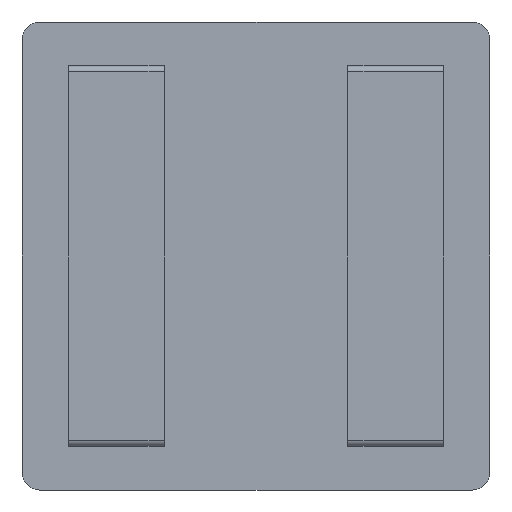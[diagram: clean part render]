
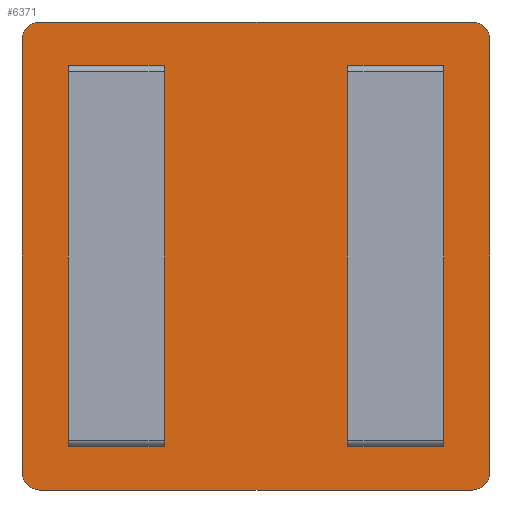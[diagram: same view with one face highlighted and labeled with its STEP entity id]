
A CAD part, front view. The second image highlights one B-rep face of the part: STEP entity #6371.
In plain terms, the highlighted planar face has unit normal (0, -1, 0).
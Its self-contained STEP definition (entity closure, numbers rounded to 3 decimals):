
#27 = CARTESIAN_POINT ( 'NONE',  ( 1.85, -1.025, 1.85 ) ) ;
#92 = VERTEX_POINT ( 'NONE', #4841 ) ;
#123 = CIRCLE ( 'NONE', #3177, 0.15 ) ;
#216 = EDGE_CURVE ( 'NONE', #823, #5462, #6374, .T. ) ;
#233 = CARTESIAN_POINT ( 'NONE',  ( 0.785, -1.025, 1.625 ) ) ;
#273 = CARTESIAN_POINT ( 'NONE',  ( 1.85, -1.025, -1.85 ) ) ;
#281 = ORIENTED_EDGE ( 'NONE', *, *, #4002, .F. ) ;
#396 = VERTEX_POINT ( 'NONE', #5014 ) ;
#429 = CARTESIAN_POINT ( 'NONE',  ( 1.605, -1.025, 1.625 ) ) ;
#456 = CARTESIAN_POINT ( 'NONE',  ( 1.605, -1.025, 1.625 ) ) ;
#463 = CARTESIAN_POINT ( 'NONE',  ( -2., -1.025, 1.85 ) ) ;
#474 = ORIENTED_EDGE ( 'NONE', *, *, #5197, .F. ) ;
#527 = DIRECTION ( 'NONE',  ( 0., 0., 1. ) ) ;
#540 = EDGE_CURVE ( 'NONE', #883, #3378, #6364, .T. ) ;
#594 = EDGE_LOOP ( 'NONE', ( #1435, #474, #4902, #6099, #281, #3204, #3235, #2954 ) ) ;
#602 = ORIENTED_EDGE ( 'NONE', *, *, #2041, .T. ) ;
#762 = CARTESIAN_POINT ( 'NONE',  ( 1.605, -1.025, 1.625 ) ) ;
#767 = DIRECTION ( 'NONE',  ( 1., 0., 0. ) ) ;
#798 = EDGE_CURVE ( 'NONE', #396, #3886, #4754, .T. ) ;
#805 = DIRECTION ( 'NONE',  ( 0., 1., 0. ) ) ;
#823 = VERTEX_POINT ( 'NONE', #762 ) ;
#853 = CARTESIAN_POINT ( 'NONE',  ( 0.785, -1.025, -1.625 ) ) ;
#883 = VERTEX_POINT ( 'NONE', #2215 ) ;
#887 = DIRECTION ( 'NONE',  ( 0., 1., 0. ) ) ;
#971 = LINE ( 'NONE', #5411, #1925 ) ;
#972 = CARTESIAN_POINT ( 'NONE',  ( -1.85, -1.025, 2. ) ) ;
#982 = DIRECTION ( 'NONE',  ( -1., 0., 0. ) ) ;
#1002 = DIRECTION ( 'NONE',  ( 0., 0., 1. ) ) ;
#1129 = DIRECTION ( 'NONE',  ( 0., 0., -1. ) ) ;
#1152 = LINE ( 'NONE', #2393, #5434 ) ;
#1199 = VERTEX_POINT ( 'NONE', #2190 ) ;
#1229 = LINE ( 'NONE', #4574, #5810 ) ;
#1287 = AXIS2_PLACEMENT_3D ( 'NONE', #2764, #4257, #1768 ) ;
#1435 = ORIENTED_EDGE ( 'NONE', *, *, #798, .F. ) ;
#1454 = CARTESIAN_POINT ( 'NONE',  ( -1.85, -1.025, 1.85 ) ) ;
#1543 = CIRCLE ( 'NONE', #4113, 0.15 ) ;
#1602 = ORIENTED_EDGE ( 'NONE', *, *, #5960, .T. ) ;
#1616 = EDGE_CURVE ( 'NONE', #1819, #92, #1152, .T. ) ;
#1737 = EDGE_LOOP ( 'NONE', ( #4127, #4650, #3736, #1602 ) ) ;
#1768 = DIRECTION ( 'NONE',  ( 0., 0., 1. ) ) ;
#1779 = CARTESIAN_POINT ( 'NONE',  ( -1.85, -1.025, 2. ) ) ;
#1789 = EDGE_CURVE ( 'NONE', #823, #1199, #3620, .T. ) ;
#1819 = VERTEX_POINT ( 'NONE', #5041 ) ;
#1827 = DIRECTION ( 'NONE',  ( 0., 0., -1. ) ) ;
#1912 = DIRECTION ( 'NONE',  ( -1., 0., 0. ) ) ;
#1925 = VECTOR ( 'NONE', #1912, 1000. ) ;
#1968 = DIRECTION ( 'NONE',  ( 0., 0., -1. ) ) ;
#1987 = CARTESIAN_POINT ( 'NONE',  ( -2., -1.025, -1.85 ) ) ;
#2041 = EDGE_CURVE ( 'NONE', #1819, #883, #1229, .T. ) ;
#2054 = DIRECTION ( 'NONE',  ( 0., 0., -1. ) ) ;
#2190 = CARTESIAN_POINT ( 'NONE',  ( 1.605, -1.025, -1.625 ) ) ;
#2215 = CARTESIAN_POINT ( 'NONE',  ( -0.785, -1.025, -1.625 ) ) ;
#2286 = VERTEX_POINT ( 'NONE', #463 ) ;
#2304 = LINE ( 'NONE', #1987, #2390 ) ;
#2306 = AXIS2_PLACEMENT_3D ( 'NONE', #4930, #805, #4356 ) ;
#2390 = VECTOR ( 'NONE', #1002, 1000. ) ;
#2393 = CARTESIAN_POINT ( 'NONE',  ( -1.605, -1.025, 1.625 ) ) ;
#2455 = VERTEX_POINT ( 'NONE', #972 ) ;
#2600 = VECTOR ( 'NONE', #982, 1000. ) ;
#2715 = FACE_BOUND ( 'NONE', #5574, .T. ) ;
#2727 = VECTOR ( 'NONE', #1129, 1000. ) ;
#2764 = CARTESIAN_POINT ( 'NONE',  ( -1.85, -1.025, -1.85 ) ) ;
#2795 = EDGE_CURVE ( 'NONE', #5462, #3380, #3615, .T. ) ;
#2813 = LINE ( 'NONE', #5783, #5438 ) ;
#2943 = DIRECTION ( 'NONE',  ( 0., 0., 1. ) ) ;
#2954 = ORIENTED_EDGE ( 'NONE', *, *, #6115, .F. ) ;
#2986 = VECTOR ( 'NONE', #1827, 1000. ) ;
#2999 = EDGE_CURVE ( 'NONE', #92, #3378, #4714, .T. ) ;
#3123 = ORIENTED_EDGE ( 'NONE', *, *, #2999, .F. ) ;
#3159 = VERTEX_POINT ( 'NONE', #4667 ) ;
#3172 = CARTESIAN_POINT ( 'NONE',  ( 2., -1.025, -1.85 ) ) ;
#3177 = AXIS2_PLACEMENT_3D ( 'NONE', #273, #3384, #3857 ) ;
#3199 = ORIENTED_EDGE ( 'NONE', *, *, #540, .T. ) ;
#3204 = ORIENTED_EDGE ( 'NONE', *, *, #5872, .F. ) ;
#3212 = FACE_OUTER_BOUND ( 'NONE', #594, .T. ) ;
#3235 = ORIENTED_EDGE ( 'NONE', *, *, #5969, .F. ) ;
#3330 = PLANE ( 'NONE',  #2306 ) ;
#3364 = CARTESIAN_POINT ( 'NONE',  ( 2., -1.025, -1.85 ) ) ;
#3378 = VERTEX_POINT ( 'NONE', #5959 ) ;
#3380 = VERTEX_POINT ( 'NONE', #853 ) ;
#3384 = DIRECTION ( 'NONE',  ( 0., 1., 0. ) ) ;
#3576 = DIRECTION ( 'NONE',  ( 0., 1., 0. ) ) ;
#3615 = LINE ( 'NONE', #4165, #2727 ) ;
#3620 = LINE ( 'NONE', #429, #5956 ) ;
#3724 = VECTOR ( 'NONE', #6538, 1000. ) ;
#3736 = ORIENTED_EDGE ( 'NONE', *, *, #1789, .T. ) ;
#3857 = DIRECTION ( 'NONE',  ( 0., 0., -1. ) ) ;
#3886 = VERTEX_POINT ( 'NONE', #5452 ) ;
#3909 = LINE ( 'NONE', #3364, #2986 ) ;
#4002 = EDGE_CURVE ( 'NONE', #3159, #4693, #5457, .T. ) ;
#4018 = CARTESIAN_POINT ( 'NONE',  ( -1.605, -1.025, 1.625 ) ) ;
#4041 = DIRECTION ( 'NONE',  ( 0., 0., -1. ) ) ;
#4085 = VERTEX_POINT ( 'NONE', #4110 ) ;
#4110 = CARTESIAN_POINT ( 'NONE',  ( 1.85, -1.025, -2. ) ) ;
#4113 = AXIS2_PLACEMENT_3D ( 'NONE', #1454, #887, #2943 ) ;
#4127 = ORIENTED_EDGE ( 'NONE', *, *, #2795, .F. ) ;
#4165 = CARTESIAN_POINT ( 'NONE',  ( 0.785, -1.025, 1.625 ) ) ;
#4166 = CARTESIAN_POINT ( 'NONE',  ( 2., -1.025, 1.85 ) ) ;
#4257 = DIRECTION ( 'NONE',  ( 0., 1., 0. ) ) ;
#4356 = DIRECTION ( 'NONE',  ( 0., 0., 1. ) ) ;
#4574 = CARTESIAN_POINT ( 'NONE',  ( -0.785, -1.025, 1.625 ) ) ;
#4650 = ORIENTED_EDGE ( 'NONE', *, *, #216, .F. ) ;
#4667 = CARTESIAN_POINT ( 'NONE',  ( 1.85, -1.025, 2. ) ) ;
#4693 = VERTEX_POINT ( 'NONE', #4166 ) ;
#4713 = FACE_BOUND ( 'NONE', #1737, .T. ) ;
#4714 = LINE ( 'NONE', #4018, #5868 ) ;
#4754 = CIRCLE ( 'NONE', #1287, 0.15 ) ;
#4841 = CARTESIAN_POINT ( 'NONE',  ( -1.605, -1.025, 1.625 ) ) ;
#4902 = ORIENTED_EDGE ( 'NONE', *, *, #5890, .F. ) ;
#4930 = CARTESIAN_POINT ( 'NONE',  ( -1.85, -1.025, -1.85 ) ) ;
#5014 = CARTESIAN_POINT ( 'NONE',  ( -1.85, -1.025, -2. ) ) ;
#5041 = CARTESIAN_POINT ( 'NONE',  ( -0.785, -1.025, 1.625 ) ) ;
#5197 = EDGE_CURVE ( 'NONE', #4085, #396, #2813, .T. ) ;
#5333 = ORIENTED_EDGE ( 'NONE', *, *, #1616, .F. ) ;
#5411 = CARTESIAN_POINT ( 'NONE',  ( 1.605, -1.025, -1.625 ) ) ;
#5434 = VECTOR ( 'NONE', #5906, 1000. ) ;
#5438 = VECTOR ( 'NONE', #6407, 1000. ) ;
#5452 = CARTESIAN_POINT ( 'NONE',  ( -2., -1.025, -1.85 ) ) ;
#5457 = CIRCLE ( 'NONE', #5795, 0.15 ) ;
#5462 = VERTEX_POINT ( 'NONE', #233 ) ;
#5486 = EDGE_CURVE ( 'NONE', #4693, #6203, #3909, .T. ) ;
#5574 = EDGE_LOOP ( 'NONE', ( #3123, #5333, #602, #3199 ) ) ;
#5591 = CARTESIAN_POINT ( 'NONE',  ( -1.605, -1.025, -1.625 ) ) ;
#5666 = LINE ( 'NONE', #1779, #5732 ) ;
#5732 = VECTOR ( 'NONE', #767, 1000. ) ;
#5783 = CARTESIAN_POINT ( 'NONE',  ( -1.85, -1.025, -2. ) ) ;
#5795 = AXIS2_PLACEMENT_3D ( 'NONE', #27, #3576, #527 ) ;
#5810 = VECTOR ( 'NONE', #4041, 1000. ) ;
#5868 = VECTOR ( 'NONE', #2054, 1000. ) ;
#5872 = EDGE_CURVE ( 'NONE', #2455, #3159, #5666, .T. ) ;
#5890 = EDGE_CURVE ( 'NONE', #6203, #4085, #123, .T. ) ;
#5906 = DIRECTION ( 'NONE',  ( -1., 0., 0. ) ) ;
#5956 = VECTOR ( 'NONE', #1968, 1000. ) ;
#5959 = CARTESIAN_POINT ( 'NONE',  ( -1.605, -1.025, -1.625 ) ) ;
#5960 = EDGE_CURVE ( 'NONE', #1199, #3380, #971, .T. ) ;
#5969 = EDGE_CURVE ( 'NONE', #2286, #2455, #1543, .T. ) ;
#6099 = ORIENTED_EDGE ( 'NONE', *, *, #5486, .F. ) ;
#6115 = EDGE_CURVE ( 'NONE', #3886, #2286, #2304, .T. ) ;
#6203 = VERTEX_POINT ( 'NONE', #3172 ) ;
#6364 = LINE ( 'NONE', #5591, #2600 ) ;
#6371 = ADVANCED_FACE ( 'NONE', ( #4713, #2715, #3212 ), #3330, .F. ) ;
#6374 = LINE ( 'NONE', #456, #3724 ) ;
#6407 = DIRECTION ( 'NONE',  ( -1., 0., 0. ) ) ;
#6538 = DIRECTION ( 'NONE',  ( -1., 0., 0. ) ) ;
